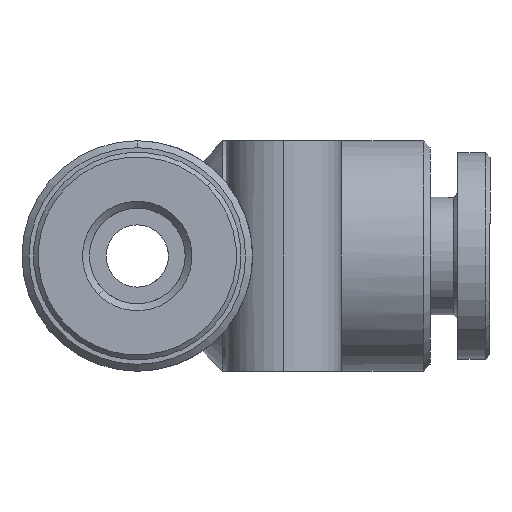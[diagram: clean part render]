
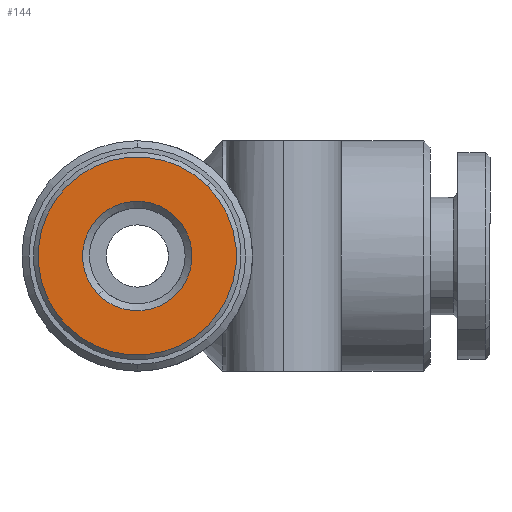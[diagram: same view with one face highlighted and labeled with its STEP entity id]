
A CAD part, left-side view. The second image highlights one B-rep face of the part: STEP entity #144.
In plain terms, the highlighted planar face has unit normal (-1, 0, 0).
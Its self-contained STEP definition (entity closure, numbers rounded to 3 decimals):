
#68 = AXIS2_PLACEMENT_3D ( 'NONE', #2649, #2639, #2599 ) ;
#71 = CIRCLE ( 'NONE', #68, 4.3 ) ;
#103 = EDGE_CURVE ( 'NONE', #1571, #1843, #279, .T. ) ;
#139 = EDGE_CURVE ( 'NONE', #1619, #1958, #2436, .T. ) ;
#144 = ADVANCED_FACE ( 'NONE', ( #1984, #1982 ), #2096, .F. ) ;
#277 = AXIS2_PLACEMENT_3D ( 'NONE', #2468, #2470, #2459 ) ;
#279 = CIRCLE ( 'NONE', #277, 2.375 ) ;
#351 = CARTESIAN_POINT ( 'NONE',  ( -15.3, 0., 0. ) ) ;
#352 = DIRECTION ( 'NONE',  ( 0., 0.707, -0.707 ) ) ;
#355 = DIRECTION ( 'NONE',  ( 1., 0., 0. ) ) ;
#789 = EDGE_LOOP ( 'NONE', ( #1754, #1956 ) ) ;
#838 = EDGE_LOOP ( 'NONE', ( #1972, #2039 ) ) ;
#1023 = CARTESIAN_POINT ( 'NONE',  ( -15.3, -3.041, 3.041 ) ) ;
#1038 = CARTESIAN_POINT ( 'NONE',  ( -15.3, 1.679, -1.679 ) ) ;
#1078 = CARTESIAN_POINT ( 'NONE',  ( -15.3, 3.041, -3.041 ) ) ;
#1099 = CARTESIAN_POINT ( 'NONE',  ( -15.3, -1.679, 1.679 ) ) ;
#1316 = EDGE_CURVE ( 'NONE', #1958, #1619, #71, .T. ) ;
#1413 = EDGE_CURVE ( 'NONE', #1843, #1571, #2738, .T. ) ;
#1571 = VERTEX_POINT ( 'NONE', #1038 ) ;
#1619 = VERTEX_POINT ( 'NONE', #1023 ) ;
#1754 = ORIENTED_EDGE ( 'NONE', *, *, #1316, .F. ) ;
#1843 = VERTEX_POINT ( 'NONE', #1099 ) ;
#1956 = ORIENTED_EDGE ( 'NONE', *, *, #139, .F. ) ;
#1958 = VERTEX_POINT ( 'NONE', #1078 ) ;
#1972 = ORIENTED_EDGE ( 'NONE', *, *, #1413, .T. ) ;
#1982 = FACE_BOUND ( 'NONE', #838, .T. ) ;
#1984 = FACE_OUTER_BOUND ( 'NONE', #789, .T. ) ;
#2039 = ORIENTED_EDGE ( 'NONE', *, *, #103, .T. ) ;
#2095 = DIRECTION ( 'NONE',  ( 1., 0., 0. ) ) ;
#2096 = PLANE ( 'NONE',  #2424 ) ;
#2105 = DIRECTION ( 'NONE',  ( 0., 0.707, -0.707 ) ) ;
#2111 = CARTESIAN_POINT ( 'NONE',  ( -15.3, 0., 0. ) ) ;
#2115 = DIRECTION ( 'NONE',  ( 1., 0., 0. ) ) ;
#2125 = DIRECTION ( 'NONE',  ( 0., 0.707, -0.707 ) ) ;
#2132 = CARTESIAN_POINT ( 'NONE',  ( -15.3, -3.041, -3.041 ) ) ;
#2419 = AXIS2_PLACEMENT_3D ( 'NONE', #2111, #2115, #2105 ) ;
#2424 = AXIS2_PLACEMENT_3D ( 'NONE', #2132, #2095, #2125 ) ;
#2436 = CIRCLE ( 'NONE', #2419, 4.3 ) ;
#2459 = DIRECTION ( 'NONE',  ( 0., 0.707, -0.707 ) ) ;
#2468 = CARTESIAN_POINT ( 'NONE',  ( -15.3, 0., 0. ) ) ;
#2470 = DIRECTION ( 'NONE',  ( 1., 0., 0. ) ) ;
#2599 = DIRECTION ( 'NONE',  ( 0., 0.707, -0.707 ) ) ;
#2639 = DIRECTION ( 'NONE',  ( 1., 0., 0. ) ) ;
#2649 = CARTESIAN_POINT ( 'NONE',  ( -15.3, 0., 0. ) ) ;
#2738 = CIRCLE ( 'NONE', #2751, 2.375 ) ;
#2751 = AXIS2_PLACEMENT_3D ( 'NONE', #351, #355, #352 ) ;
